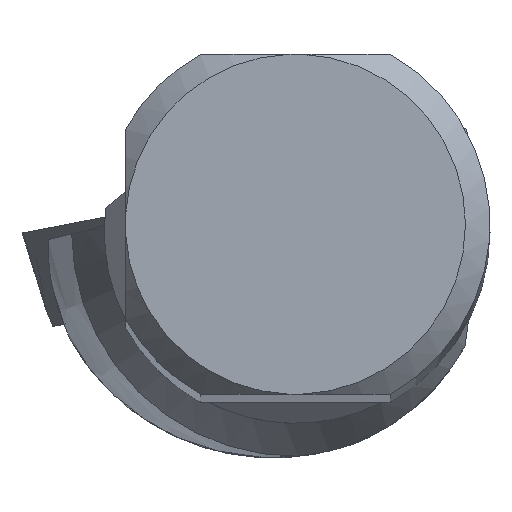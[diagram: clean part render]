
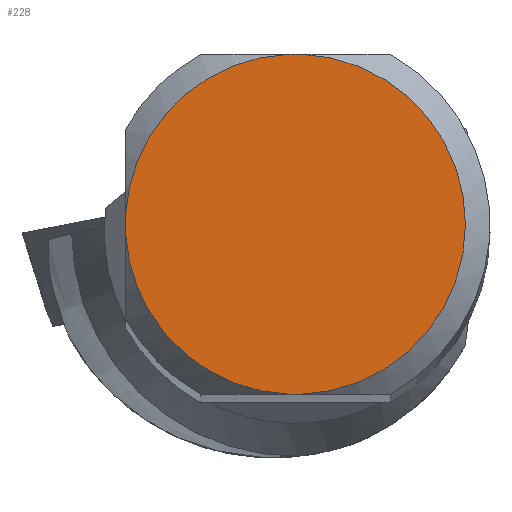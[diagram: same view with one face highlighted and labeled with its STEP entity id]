
A CAD part, top view. The second image highlights one B-rep face of the part: STEP entity #228.
In plain terms, the highlighted planar face has unit normal (0, 0, 1).
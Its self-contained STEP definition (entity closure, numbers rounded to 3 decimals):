
#184=FACE_OUTER_BOUND('',#430,.T.);
#228=ADVANCED_FACE('',(#184),#256,.T.);
#256=PLANE('',#1054);
#302=LINE('',#1676,#354);
#303=LINE('',#1677,#355);
#304=LINE('',#1681,#356);
#354=VECTOR('',#1249,1.);
#355=VECTOR('',#1250,1.);
#356=VECTOR('',#1253,1.);
#430=EDGE_LOOP('',(#592,#593,#594,#595,#596,#597));
#592=ORIENTED_EDGE('',*,*,#867,.F.);
#593=ORIENTED_EDGE('',*,*,#859,.T.);
#594=ORIENTED_EDGE('',*,*,#868,.F.);
#595=ORIENTED_EDGE('',*,*,#869,.T.);
#596=ORIENTED_EDGE('',*,*,#870,.F.);
#597=ORIENTED_EDGE('',*,*,#861,.T.);
#757=VERTEX_POINT('',#1642);
#759=VERTEX_POINT('',#1649);
#760=VERTEX_POINT('',#1656);
#761=VERTEX_POINT('',#1658);
#762=VERTEX_POINT('',#1678);
#763=VERTEX_POINT('',#1680);
#859=EDGE_CURVE('',#757,#759,#916,.T.);
#861=EDGE_CURVE('',#761,#760,#917,.T.);
#867=EDGE_CURVE('',#757,#760,#302,.T.);
#868=EDGE_CURVE('',#762,#759,#303,.T.);
#869=EDGE_CURVE('',#762,#763,#918,.T.);
#870=EDGE_CURVE('',#761,#763,#304,.T.);
#916=CIRCLE('',#1047,3.463);
#917=CIRCLE('',#1049,3.463);
#918=CIRCLE('',#1053,3.463);
#1047=AXIS2_PLACEMENT_3D('',#1650,#1235,#1236);
#1049=AXIS2_PLACEMENT_3D('',#1657,#1239,#1240);
#1053=AXIS2_PLACEMENT_3D('',#1679,#1251,#1252);
#1054=AXIS2_PLACEMENT_3D('',#1682,#1254,#1255);
#1235=DIRECTION('',(0.,0.,1.));
#1236=DIRECTION('',(1.,0.,0.));
#1239=DIRECTION('',(0.,0.,1.));
#1240=DIRECTION('',(1.,0.,0.));
#1249=DIRECTION('',(-1.,0.,0.));
#1250=DIRECTION('',(1.,0.,0.));
#1251=DIRECTION('',(0.,0.,1.));
#1252=DIRECTION('',(1.,0.,0.));
#1253=DIRECTION('',(0.,1.,0.));
#1254=DIRECTION('',(0.,0.,1.));
#1255=DIRECTION('',(1.,0.,0.));
#1642=CARTESIAN_POINT('',(0.132,-3.46,0.));
#1649=CARTESIAN_POINT('',(0.132,3.46,0.));
#1650=CARTESIAN_POINT('',(0.,0.,0.));
#1656=CARTESIAN_POINT('',(-0.132,-3.46,0.));
#1657=CARTESIAN_POINT('',(0.,0.,0.));
#1658=CARTESIAN_POINT('',(-3.458,-0.186,0.));
#1676=CARTESIAN_POINT('',(4.468,-3.46,0.));
#1677=CARTESIAN_POINT('',(-3.458,3.46,0.));
#1678=CARTESIAN_POINT('',(-0.132,3.46,0.));
#1679=CARTESIAN_POINT('',(0.,0.,0.));
#1680=CARTESIAN_POINT('',(-3.458,0.186,0.));
#1681=CARTESIAN_POINT('',(-3.458,-3.46,0.));
#1682=CARTESIAN_POINT('',(0.,0.,
0.));
